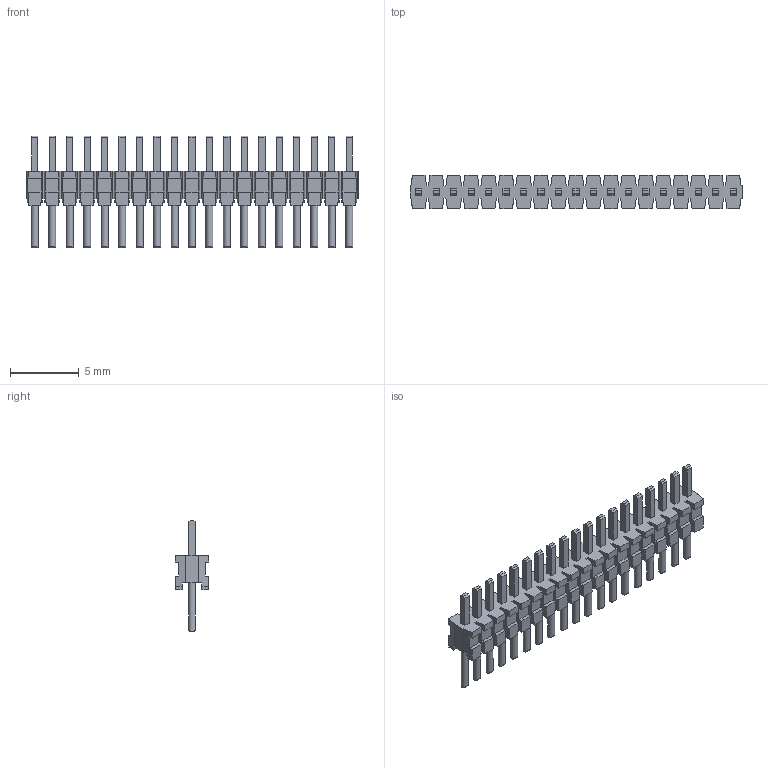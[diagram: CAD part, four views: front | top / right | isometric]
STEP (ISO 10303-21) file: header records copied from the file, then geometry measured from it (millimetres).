
FILE_DESCRIPTION(('FreeCAD Model'),'2;1');
FILE_NAME('Open CASCADE Shape Model','2025-01-08T14:00:02',(''),(''), 'Open CASCADE STEP processor 7.8','FreeCAD','Unknown');
FILE_SCHEMA(('AUTOMOTIVE_DESIGN { 1 0 10303 214 1 1 1 1 }'));
Length unit declared in the file: millimetre
Products named in the file (2): TMS-119-S_header; T-1M6-19-02-S
Bounding box: 24.13 x 2.44 x 8.13 mm (x, y, z)
Volume: 135.5 mm3; surface area: 729 mm2
Topology: 2 solids, 2 shells, 819 faces, 2387 edges, 1590 vertices
Faces by surface type: plane 800, cylinder 19
Full cylindrical faces by diameter (mm): 0.508 x19
Entity records: 26704 total; most frequent: CARTESIAN_POINT 4816, ORIENTED_EDGE 4774, DIRECTION 4122, EDGE_CURVE 2387, LINE 2254, VECTOR 2254, VERTEX_POINT 1590, AXIS2_PLACEMENT_3D 934
